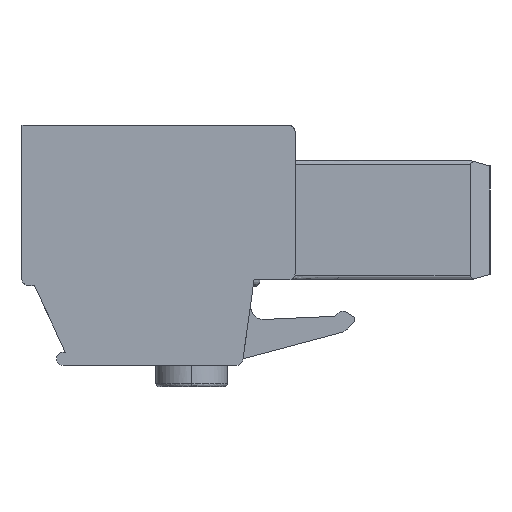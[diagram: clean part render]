
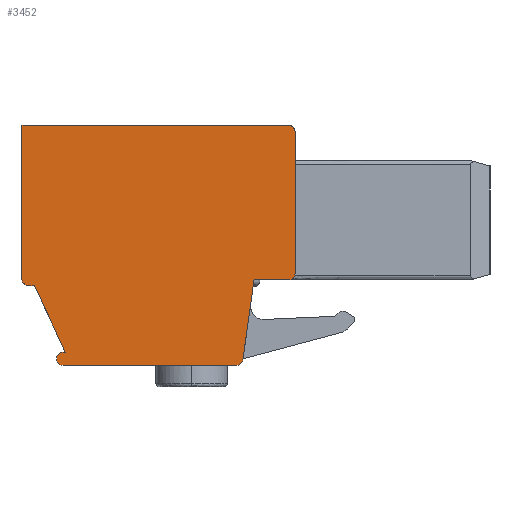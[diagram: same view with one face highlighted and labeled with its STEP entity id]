
A CAD part, left-side view. The second image highlights one B-rep face of the part: STEP entity #3452.
In plain terms, the highlighted free-form (B-spline) face has degree [1, 1] with [2, 2] control points.
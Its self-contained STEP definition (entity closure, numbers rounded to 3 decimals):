
#654=CARTESIAN_POINT('',(41.91,20.6,-11.6));
#655=VERTEX_POINT('',#654);
#661=CARTESIAN_POINT('',(41.91,20.6,0.));
#662=VERTEX_POINT('',#661);
#663=CARTESIAN_POINT('',(41.91,20.6,-11.6));
#664=CARTESIAN_POINT('',(41.91,20.6,0.));
#665=B_SPLINE_CURVE_WITH_KNOTS('',1,(#663,#664),.POLYLINE_FORM.,.F.,.U.,(2,2),(0.,1.),.UNSPECIFIED.);
#666=EDGE_CURVE('',#655,#662,#665,.T.);
#3253=CARTESIAN_POINT('',(41.91,17.329,-17.1));
#3254=VERTEX_POINT('',#3253);
#3255=CARTESIAN_POINT('',(41.91,19.66,-12.1));
#3256=VERTEX_POINT('',#3255);
#3257=CARTESIAN_POINT('',(41.91,17.329,-17.1));
#3258=CARTESIAN_POINT('',(41.91,19.66,-12.1));
#3259=B_SPLINE_CURVE_WITH_KNOTS('',1,(#3257,#3258),.POLYLINE_FORM.,.F.,.U.,(2,2),(0.,1.),.UNSPECIFIED.);
#3260=EDGE_CURVE('',#3254,#3256,#3259,.T.);
#3281=CARTESIAN_POINT('',(41.91,20.1,-12.1));
#3282=VERTEX_POINT('',#3281);
#3290=CARTESIAN_POINT('',(41.91,19.66,-12.1));
#3291=CARTESIAN_POINT('',(41.91,20.1,-12.1));
#3292=B_SPLINE_CURVE_WITH_KNOTS('',1,(#3290,#3291),.POLYLINE_FORM.,.F.,.U.,(2,2),(0.,1.),.UNSPECIFIED.);
#3293=EDGE_CURVE('',#3256,#3282,#3292,.T.);
#3312=CARTESIAN_POINT('',(41.91,20.1,-12.1));
#3313=CARTESIAN_POINT('',(41.91,20.6,-12.1));
#3314=CARTESIAN_POINT('',(41.91,20.6,-11.6));
#3315=(BOUNDED_CURVE()B_SPLINE_CURVE(2,(#3312,#3313,#3314),.CIRCULAR_ARC.,.F.,.U.)B_SPLINE_CURVE_WITH_KNOTS((3,3),(0.,1.),.UNSPECIFIED.)CURVE()GEOMETRIC_REPRESENTATION_ITEM()RATIONAL_B_SPLINE_CURVE((1.,0.707,1.))REPRESENTATION_ITEM(''));
#3316=EDGE_CURVE('',#3282,#655,#3315,.T.);
#3365=CARTESIAN_POINT('',(41.91,37.741,18.498));
#3366=CARTESIAN_POINT('',(41.91,-17.255,18.498));
#3367=CARTESIAN_POINT('',(41.91,37.741,-36.498));
#3368=CARTESIAN_POINT('',(41.91,-17.255,-36.498));
#3369=B_SPLINE_SURFACE_WITH_KNOTS('',1,1,((#3365,#3366),(#3367,#3368)),.PLANE_SURF.,.F.,.F.,.U.,(2,2),(2,2),(0.,1.),(0.,1.),.UNSPECIFIED.);
#3370=ORIENTED_EDGE('',*,*,#3316,.F.);
#3371=ORIENTED_EDGE('',*,*,#3293,.F.);
#3372=ORIENTED_EDGE('',*,*,#3260,.F.);
#3373=CARTESIAN_POINT('',(41.91,17.5,-17.1));
#3374=VERTEX_POINT('',#3373);
#3375=CARTESIAN_POINT('',(41.91,17.329,-17.1));
#3376=CARTESIAN_POINT('',(41.91,17.5,-17.1));
#3377=B_SPLINE_CURVE_WITH_KNOTS('',1,(#3375,#3376),.POLYLINE_FORM.,.F.,.U.,(2,2),(0.,1.),.UNSPECIFIED.);
#3378=EDGE_CURVE('',#3254,#3374,#3377,.T.);
#3379=ORIENTED_EDGE('',*,*,#3378,.T.);
#3380=CARTESIAN_POINT('',(41.91,17.5,-18.1));
#3381=VERTEX_POINT('',#3380);
#3382=CARTESIAN_POINT('',(41.91,17.5,-17.1));
#3383=CARTESIAN_POINT('',(41.91,18.,-17.1));
#3384=CARTESIAN_POINT('',(41.91,18.,-17.6));
#3385=CARTESIAN_POINT('',(41.91,18.,-18.1));
#3386=CARTESIAN_POINT('',(41.91,17.5,-18.1));
#3387=(BOUNDED_CURVE()B_SPLINE_CURVE(2,(#3382,#3383,#3384,#3385,#3386),.CIRCULAR_ARC.,.F.,.U.)B_SPLINE_CURVE_WITH_KNOTS((3,2,3),(0.,0.5,1.),.UNSPECIFIED.)CURVE()GEOMETRIC_REPRESENTATION_ITEM()RATIONAL_B_SPLINE_CURVE((1.,0.707,1.,0.707,1.))REPRESENTATION_ITEM(''));
#3388=EDGE_CURVE('',#3374,#3381,#3387,.T.);
#3389=ORIENTED_EDGE('',*,*,#3388,.T.);
#3390=CARTESIAN_POINT('',(41.91,4.435,-18.1));
#3391=VERTEX_POINT('',#3390);
#3392=CARTESIAN_POINT('',(41.91,17.5,-18.1));
#3393=CARTESIAN_POINT('',(41.91,4.435,-18.1));
#3394=B_SPLINE_CURVE_WITH_KNOTS('',1,(#3392,#3393),.POLYLINE_FORM.,.F.,.U.,(2,2),(0.,1.),.UNSPECIFIED.);
#3395=EDGE_CURVE('',#3381,#3391,#3394,.T.);
#3396=ORIENTED_EDGE('',*,*,#3395,.T.);
#3397=CARTESIAN_POINT('',(41.91,3.94,-17.669));
#3398=VERTEX_POINT('',#3397);
#3399=CARTESIAN_POINT('',(41.91,4.435,-18.1));
#3400=CARTESIAN_POINT('',(41.91,4.,-18.1));
#3401=CARTESIAN_POINT('',(41.91,3.94,-17.669));
#3402=(BOUNDED_CURVE()B_SPLINE_CURVE(2,(#3399,#3400,#3401),.CIRCULAR_ARC.,.F.,.U.)B_SPLINE_CURVE_WITH_KNOTS((3,3),(0.,1.),.UNSPECIFIED.)CURVE()GEOMETRIC_REPRESENTATION_ITEM()RATIONAL_B_SPLINE_CURVE((1.,0.754,1.))REPRESENTATION_ITEM(''));
#3403=EDGE_CURVE('',#3391,#3398,#3402,.T.);
#3404=ORIENTED_EDGE('',*,*,#3403,.T.);
#3405=CARTESIAN_POINT('',(41.91,3.1,-11.65));
#3406=VERTEX_POINT('',#3405);
#3407=CARTESIAN_POINT('',(41.91,3.94,-17.669));
#3408=CARTESIAN_POINT('',(41.91,3.1,-11.65));
#3409=B_SPLINE_CURVE_WITH_KNOTS('',1,(#3407,#3408),.POLYLINE_FORM.,.F.,.U.,(2,2),(0.,1.),.UNSPECIFIED.);
#3410=EDGE_CURVE('',#3398,#3406,#3409,.T.);
#3411=ORIENTED_EDGE('',*,*,#3410,.T.);
#3412=CARTESIAN_POINT('',(41.91,0.5,-11.65));
#3413=VERTEX_POINT('',#3412);
#3414=CARTESIAN_POINT('',(41.91,3.1,-11.65));
#3415=CARTESIAN_POINT('',(41.91,0.5,-11.65));
#3416=B_SPLINE_CURVE_WITH_KNOTS('',1,(#3414,#3415),.POLYLINE_FORM.,.F.,.U.,(2,2),(0.,1.),.UNSPECIFIED.);
#3417=EDGE_CURVE('',#3406,#3413,#3416,.T.);
#3418=ORIENTED_EDGE('',*,*,#3417,.T.);
#3419=CARTESIAN_POINT('',(41.91,0.,-11.15));
#3420=VERTEX_POINT('',#3419);
#3421=CARTESIAN_POINT('',(41.91,0.5,-11.65));
#3422=CARTESIAN_POINT('',(41.91,0.,-11.65));
#3423=CARTESIAN_POINT('',(41.91,0.,-11.15));
#3424=(BOUNDED_CURVE()B_SPLINE_CURVE(2,(#3421,#3422,#3423),.CIRCULAR_ARC.,.F.,.U.)B_SPLINE_CURVE_WITH_KNOTS((3,3),(0.,1.),.UNSPECIFIED.)CURVE()GEOMETRIC_REPRESENTATION_ITEM()RATIONAL_B_SPLINE_CURVE((1.,0.707,1.))REPRESENTATION_ITEM(''));
#3425=EDGE_CURVE('',#3413,#3420,#3424,.T.);
#3426=ORIENTED_EDGE('',*,*,#3425,.T.);
#3427=CARTESIAN_POINT('',(41.91,0.,-0.5));
#3428=VERTEX_POINT('',#3427);
#3429=CARTESIAN_POINT('',(41.91,0.,-11.15));
#3430=CARTESIAN_POINT('',(41.91,0.,-0.5));
#3431=B_SPLINE_CURVE_WITH_KNOTS('',1,(#3429,#3430),.POLYLINE_FORM.,.F.,.U.,(2,2),(0.,1.),.UNSPECIFIED.);
#3432=EDGE_CURVE('',#3420,#3428,#3431,.T.);
#3433=ORIENTED_EDGE('',*,*,#3432,.T.);
#3434=CARTESIAN_POINT('',(41.91,0.5,0.));
#3435=VERTEX_POINT('',#3434);
#3436=CARTESIAN_POINT('',(41.91,0.,-0.5));
#3437=CARTESIAN_POINT('',(41.91,0.,-0.293));
#3438=CARTESIAN_POINT('',(41.91,0.146,-0.146));
#3439=CARTESIAN_POINT('',(41.91,0.293,0.));
#3440=CARTESIAN_POINT('',(41.91,0.5,0.));
#3441=(BOUNDED_CURVE()B_SPLINE_CURVE(2,(#3436,#3437,#3438,#3439,#3440),.CIRCULAR_ARC.,.F.,.U.)B_SPLINE_CURVE_WITH_KNOTS((3,2,3),(0.,0.5,1.),.UNSPECIFIED.)CURVE()GEOMETRIC_REPRESENTATION_ITEM()RATIONAL_B_SPLINE_CURVE((1.,0.924,1.,0.924,1.))REPRESENTATION_ITEM(''));
#3442=EDGE_CURVE('',#3428,#3435,#3441,.T.);
#3443=ORIENTED_EDGE('',*,*,#3442,.T.);
#3444=CARTESIAN_POINT('',(41.91,0.5,0.));
#3445=CARTESIAN_POINT('',(41.91,20.6,0.));
#3446=B_SPLINE_CURVE_WITH_KNOTS('',1,(#3444,#3445),.POLYLINE_FORM.,.F.,.U.,(2,2),(0.,1.),.UNSPECIFIED.);
#3447=EDGE_CURVE('',#3435,#662,#3446,.T.);
#3448=ORIENTED_EDGE('',*,*,#3447,.T.);
#3449=ORIENTED_EDGE('',*,*,#666,.F.);
#3450=EDGE_LOOP('',(#3370,#3371,#3372,#3379,#3389,#3396,#3404,#3411,#3418,#3426,#3433,#3443,#3448,#3449));
#3451=FACE_OUTER_BOUND('',#3450,.T.);
#3452=ADVANCED_FACE('',(#3451),#3369,.T.);
